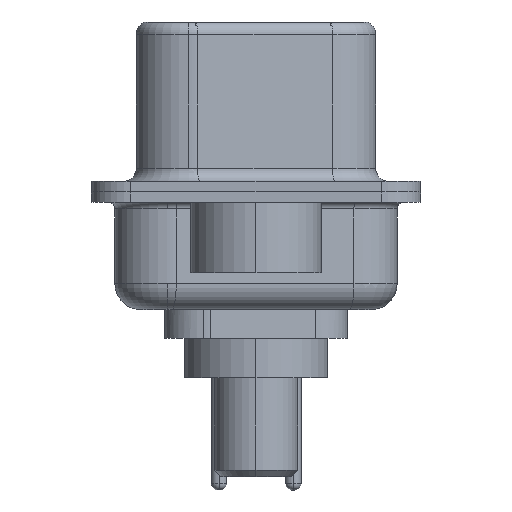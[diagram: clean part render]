
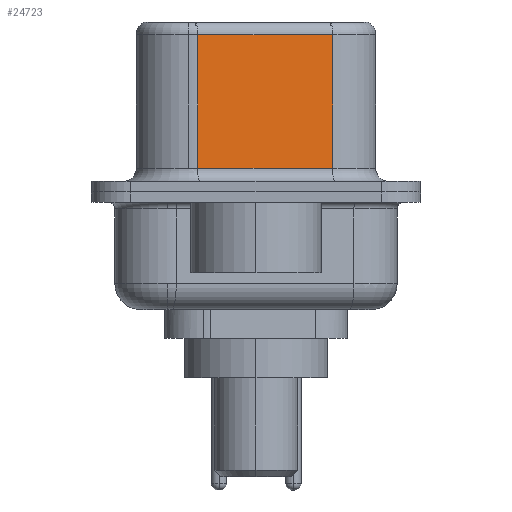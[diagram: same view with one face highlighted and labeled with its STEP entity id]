
A CAD part, left-side view. The second image highlights one B-rep face of the part: STEP entity #24723.
In plain terms, the highlighted planar face has unit normal (-0.985, -0.174, 0).
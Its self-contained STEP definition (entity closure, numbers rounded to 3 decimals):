
#997 = CARTESIAN_POINT ( 'NONE',  ( 4.58, -2.927, 0.9 ) ) ;
#1380 = CARTESIAN_POINT ( 'NONE',  ( 4.58, -2.927, 6.52 ) ) ;
#1502 = VECTOR ( 'NONE', #10655, 1000. ) ;
#1582 = CARTESIAN_POINT ( 'NONE',  ( 3.67, 2.233, 0.9 ) ) ;
#1799 = ORIENTED_EDGE ( 'NONE', *, *, #4944, .T. ) ;
#2794 = VECTOR ( 'NONE', #7262, 1000. ) ;
#3606 = AXIS2_PLACEMENT_3D ( 'NONE', #1380, #23723, #11861 ) ;
#4941 = EDGE_LOOP ( 'NONE', ( #11886, #1799, #7101, #17692 ) ) ;
#4944 = EDGE_CURVE ( 'NONE', #11727, #9547, #22089, .T. ) ;
#5057 = VECTOR ( 'NONE', #15187, 1000. ) ;
#6034 = VERTEX_POINT ( 'NONE', #1582 ) ;
#7101 = ORIENTED_EDGE ( 'NONE', *, *, #24094, .T. ) ;
#7262 = DIRECTION ( 'NONE',  ( 0., 0., -1. ) ) ;
#9147 = CARTESIAN_POINT ( 'NONE',  ( 3.67, 2.233, 6.52 ) ) ;
#9499 = VECTOR ( 'NONE', #11021, 1000. ) ;
#9547 = VERTEX_POINT ( 'NONE', #11093 ) ;
#9822 = PLANE ( 'NONE',  #3606 ) ;
#10655 = DIRECTION ( 'NONE',  ( -0.174, 0.985, 0. ) ) ;
#11021 = DIRECTION ( 'NONE',  ( 0.174, -0.985, 0. ) ) ;
#11093 = CARTESIAN_POINT ( 'NONE',  ( 3.67, 2.233, 6.02 ) ) ;
#11274 = CARTESIAN_POINT ( 'NONE',  ( 4.58, -2.927, 6.02 ) ) ;
#11727 = VERTEX_POINT ( 'NONE', #11274 ) ;
#11861 = DIRECTION ( 'NONE',  ( -0.174, 0.985, 0. ) ) ;
#11886 = ORIENTED_EDGE ( 'NONE', *, *, #25956, .F. ) ;
#15187 = DIRECTION ( 'NONE',  ( 0., 0., -1. ) ) ;
#15343 = CARTESIAN_POINT ( 'NONE',  ( 4.58, -2.927, 6.52 ) ) ;
#15633 = CARTESIAN_POINT ( 'NONE',  ( 4.58, -2.927, 6.02 ) ) ;
#15702 = LINE ( 'NONE', #9147, #5057 ) ;
#17627 = CARTESIAN_POINT ( 'NONE',  ( 4.58, -2.927, 0.9 ) ) ;
#17692 = ORIENTED_EDGE ( 'NONE', *, *, #21855, .T. ) ;
#18643 = LINE ( 'NONE', #15343, #2794 ) ;
#18787 = LINE ( 'NONE', #997, #9499 ) ;
#19024 = FACE_OUTER_BOUND ( 'NONE', #4941, .T. ) ;
#19647 = VERTEX_POINT ( 'NONE', #17627 ) ;
#21855 = EDGE_CURVE ( 'NONE', #6034, #19647, #18787, .T. ) ;
#22089 = LINE ( 'NONE', #15633, #1502 ) ;
#23723 = DIRECTION ( 'NONE',  ( 0.985, 0.174, 0. ) ) ;
#24094 = EDGE_CURVE ( 'NONE', #9547, #6034, #15702, .T. ) ;
#24723 = ADVANCED_FACE ( 'NONE', ( #19024 ), #9822, .F. ) ;
#25956 = EDGE_CURVE ( 'NONE', #11727, #19647, #18643, .T. ) ;
